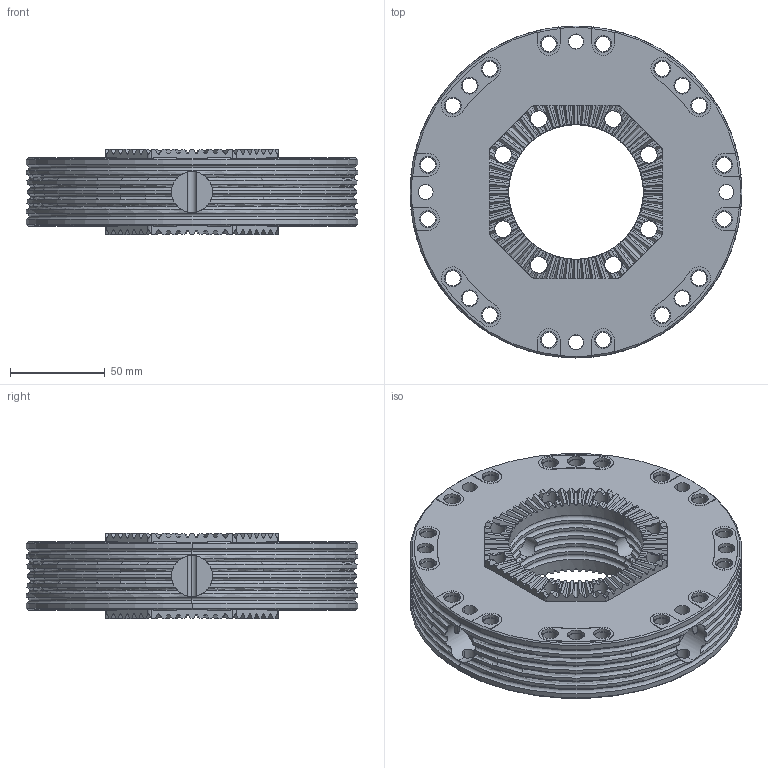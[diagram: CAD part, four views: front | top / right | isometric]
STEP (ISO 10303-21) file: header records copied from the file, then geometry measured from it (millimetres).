
FILE_DESCRIPTION (( 'STEP AP214' ), '1' );
FILE_NAME ('Sensor_SWIFT_10T.STEP', '2018-01-18T19:37:33', ( 'rgn' ), ( '' ), 'SwSTEP 2.0', 'SolidWorks 2016', '' );
FILE_SCHEMA (( 'AUTOMOTIVE_DESIGN' ));
Length unit declared in the file: inch
Products named in the file (1): Sensor_SWIFT_10T
Bounding box: 175.13 x 175.13 x 45.2 mm (x, y, z)
Volume: 628457.9 mm3; surface area: 117037.9 mm2
Topology: 1 solids, 5 shells, 1173 faces, 3329 edges, 2186 vertices
Faces by surface type: cylinder 485, plane 442, cone 158, torus 56, bspline 32
Entity records: 45527 total; most frequent: CARTESIAN_POINT 17825, ORIENTED_EDGE 6658, DIRECTION 4867, EDGE_CURVE 3329, VERTEX_POINT 2186, AXIS2_PLACEMENT_3D 1930, EDGE_LOOP 1291, FACE_OUTER_BOUND 1173
